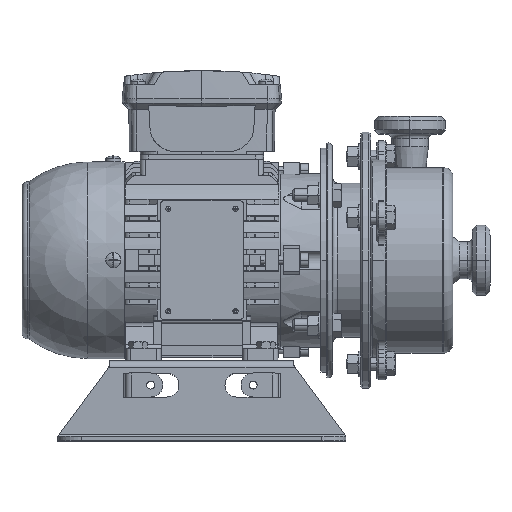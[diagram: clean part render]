
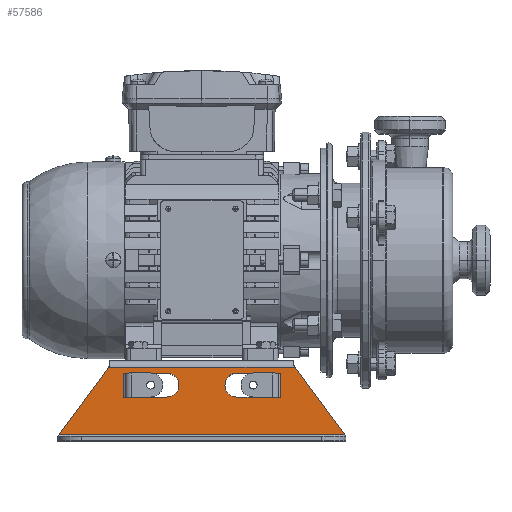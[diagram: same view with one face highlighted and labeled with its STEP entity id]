
A CAD part, top view. The second image highlights one B-rep face of the part: STEP entity #57586.
In plain terms, the highlighted planar face has unit normal (0, 0, 1).
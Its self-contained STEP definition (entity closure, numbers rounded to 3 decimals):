
#242 = CIRCLE ( 'NONE', #39003, 7.5 ) ;
#355 = CARTESIAN_POINT ( 'NONE',  ( 0., 0., 0. ) ) ;
#515 = DIRECTION ( 'NONE',  ( 1., 0., 0. ) ) ;
#1619 = FACE_BOUND ( 'NONE', #51732, .T. ) ;
#1969 = CARTESIAN_POINT ( 'NONE',  ( -45.127, 39.458, 0. ) ) ;
#1998 = CARTESIAN_POINT ( 'NONE',  ( 21.9, 31.958, 0. ) ) ;
#2365 = CIRCLE ( 'NONE', #53172, 7.5 ) ;
#2413 = CIRCLE ( 'NONE', #9993, 7.5 ) ;
#2597 = CARTESIAN_POINT ( 'NONE',  ( -14.4, 31.958, 0. ) ) ;
#3772 = DIRECTION ( 'NONE',  ( 0., 0., 1. ) ) ;
#3894 = CARTESIAN_POINT ( 'NONE',  ( -49., 39.458, 0. ) ) ;
#4295 = LINE ( 'NONE', #35687, #26840 ) ;
#5450 = EDGE_CURVE ( 'NONE', #6650, #55459, #30258, .T. ) ;
#5668 = VERTEX_POINT ( 'NONE', #10923 ) ;
#6323 = EDGE_CURVE ( 'NONE', #43957, #5668, #35804, .T. ) ;
#6515 = CARTESIAN_POINT ( 'NONE',  ( -57.5, 43., 0. ) ) ;
#6529 = DIRECTION ( 'NONE',  ( 1., 0., 0. ) ) ;
#6650 = VERTEX_POINT ( 'NONE', #52664 ) ;
#7065 = DIRECTION ( 'NONE',  ( 1., 0., 0. ) ) ;
#7116 = LINE ( 'NONE', #24972, #41708 ) ;
#7748 = VERTEX_POINT ( 'NONE', #47403 ) ;
#7780 = ORIENTED_EDGE ( 'NONE', *, *, #25932, .F. ) ;
#8247 = LINE ( 'NONE', #6515, #42856 ) ;
#8441 = DIRECTION ( 'NONE',  ( 0., 1., 0. ) ) ;
#8951 = LINE ( 'NONE', #21148, #43584 ) ;
#9019 = EDGE_CURVE ( 'NONE', #7748, #45641, #242, .T. ) ;
#9165 = CARTESIAN_POINT ( 'NONE',  ( -21.9, 24.458, 0. ) ) ;
#9283 = CARTESIAN_POINT ( 'NONE',  ( -57.5, 44., 0. ) ) ;
#9421 = DIRECTION ( 'NONE',  ( -1., 0., 0. ) ) ;
#9438 = VECTOR ( 'NONE', #15565, 1000. ) ;
#9732 = ORIENTED_EDGE ( 'NONE', *, *, #15363, .T. ) ;
#9834 = VERTEX_POINT ( 'NONE', #1969 ) ;
#9993 = AXIS2_PLACEMENT_3D ( 'NONE', #1998, #33533, #6529 ) ;
#10737 = CARTESIAN_POINT ( 'NONE',  ( 45.127, 24.458, 0. ) ) ;
#10767 = VERTEX_POINT ( 'NONE', #36970 ) ;
#10890 = VERTEX_POINT ( 'NONE', #29034 ) ;
#10923 = CARTESIAN_POINT ( 'NONE',  ( 49., 24.458, 0. ) ) ;
#11483 = CARTESIAN_POINT ( 'NONE',  ( -48., 39.458, 0. ) ) ;
#11511 = CARTESIAN_POINT ( 'NONE',  ( 48., 39.458, 0. ) ) ;
#11569 = VERTEX_POINT ( 'NONE', #22661 ) ;
#11852 = ORIENTED_EDGE ( 'NONE', *, *, #9019, .F. ) ;
#12946 = EDGE_CURVE ( 'NONE', #43957, #11569, #8951, .T. ) ;
#13191 = DIRECTION ( 'NONE',  ( -1., 0., 0. ) ) ;
#13600 = FACE_BOUND ( 'NONE', #38384, .T. ) ;
#15363 = EDGE_CURVE ( 'NONE', #49135, #41925, #8247, .T. ) ;
#15565 = DIRECTION ( 'NONE',  ( -0.594, 0.804, 0. ) ) ;
#16183 = ORIENTED_EDGE ( 'NONE', *, *, #47409, .F. ) ;
#16656 = VERTEX_POINT ( 'NONE', #30448 ) ;
#17108 = EDGE_LOOP ( 'NONE', ( #58444, #9732, #22109, #21057 ) ) ;
#17529 = ORIENTED_EDGE ( 'NONE', *, *, #6323, .T. ) ;
#18230 = DIRECTION ( 'NONE',  ( 0., 0., 1. ) ) ;
#18283 = PLANE ( 'NONE',  #37300 ) ;
#18730 = CARTESIAN_POINT ( 'NONE',  ( -45.127, 24.458, 0. ) ) ;
#20649 = ORIENTED_EDGE ( 'NONE', *, *, #35269, .T. ) ;
#20951 = VECTOR ( 'NONE', #33761, 1000. ) ;
#21057 = ORIENTED_EDGE ( 'NONE', *, *, #54951, .T. ) ;
#21148 = CARTESIAN_POINT ( 'NONE',  ( 48., 39.458, 0. ) ) ;
#22109 = ORIENTED_EDGE ( 'NONE', *, *, #32107, .T. ) ;
#22560 = VERTEX_POINT ( 'NONE', #25441 ) ;
#22661 = CARTESIAN_POINT ( 'NONE',  ( 45.127, 39.458, 0. ) ) ;
#22879 = CARTESIAN_POINT ( 'NONE',  ( 49., 0., 0. ) ) ;
#23001 = LINE ( 'NONE', #11511, #33555 ) ;
#23368 = DIRECTION ( 'NONE',  ( 1., 0., 0. ) ) ;
#23593 = VECTOR ( 'NONE', #56583, 1000. ) ;
#24550 = EDGE_CURVE ( 'NONE', #22560, #57044, #28618, .T. ) ;
#24972 = CARTESIAN_POINT ( 'NONE',  ( 90., 1., 0. ) ) ;
#25213 = VECTOR ( 'NONE', #49926, 1000. ) ;
#25248 = ORIENTED_EDGE ( 'NONE', *, *, #24550, .F. ) ;
#25441 = CARTESIAN_POINT ( 'NONE',  ( -49., 24.458, 0. ) ) ;
#25932 = EDGE_CURVE ( 'NONE', #10890, #6650, #2413, .T. ) ;
#26840 = VECTOR ( 'NONE', #13191, 1000. ) ;
#26955 = DIRECTION ( 'NONE',  ( 1., 0., 0. ) ) ;
#27216 = VECTOR ( 'NONE', #26955, 1000. ) ;
#28618 = LINE ( 'NONE', #9165, #27216 ) ;
#28753 = EDGE_CURVE ( 'NONE', #57044, #7748, #35583, .T. ) ;
#28797 = ORIENTED_EDGE ( 'NONE', *, *, #5450, .F. ) ;
#29034 = CARTESIAN_POINT ( 'NONE',  ( 21.9, 39.458, 0. ) ) ;
#29872 = ORIENTED_EDGE ( 'NONE', *, *, #51458, .F. ) ;
#30258 = LINE ( 'NONE', #54546, #42918 ) ;
#30448 = CARTESIAN_POINT ( 'NONE',  ( -49., 39.458, 0. ) ) ;
#30735 = VECTOR ( 'NONE', #8441, 1000. ) ;
#30779 = CARTESIAN_POINT ( 'NONE',  ( -21.9, 31.958, 0. ) ) ;
#31727 = CARTESIAN_POINT ( 'NONE',  ( 58.239, 43., 0. ) ) ;
#32107 = EDGE_CURVE ( 'NONE', #41925, #36076, #34526, .T. ) ;
#33518 = DIRECTION ( 'NONE',  ( -1., 0., 0. ) ) ;
#33533 = DIRECTION ( 'NONE',  ( 0., 0., 1. ) ) ;
#33555 = VECTOR ( 'NONE', #33995, 1000. ) ;
#33761 = DIRECTION ( 'NONE',  ( -1., 0., 0. ) ) ;
#33995 = DIRECTION ( 'NONE',  ( -1., 0., 0. ) ) ;
#34282 = ORIENTED_EDGE ( 'NONE', *, *, #28753, .F. ) ;
#34307 = VECTOR ( 'NONE', #23368, 1000. ) ;
#34526 = LINE ( 'NONE', #9283, #55679 ) ;
#34844 = LINE ( 'NONE', #38063, #9438 ) ;
#35269 = EDGE_CURVE ( 'NONE', #22560, #16656, #42778, .T. ) ;
#35326 = DIRECTION ( 'NONE',  ( -1., 0., 0. ) ) ;
#35583 = LINE ( 'NONE', #43024, #23593 ) ;
#35687 = CARTESIAN_POINT ( 'NONE',  ( -48., 39.458, 0. ) ) ;
#35804 = LINE ( 'NONE', #22879, #25213 ) ;
#35853 = CARTESIAN_POINT ( 'NONE',  ( -58.239, 43., 0. ) ) ;
#36076 = VERTEX_POINT ( 'NONE', #55075 ) ;
#36439 = DIRECTION ( 'NONE',  ( 0., 0., -1. ) ) ;
#36970 = CARTESIAN_POINT ( 'NONE',  ( 89.261, 1., 0. ) ) ;
#37300 = AXIS2_PLACEMENT_3D ( 'NONE', #355, #36439, #9421 ) ;
#37441 = ORIENTED_EDGE ( 'NONE', *, *, #49051, .F. ) ;
#38063 = CARTESIAN_POINT ( 'NONE',  ( 57.5, 44., 0. ) ) ;
#38384 = EDGE_LOOP ( 'NONE', ( #43739, #17529, #29872, #28797, #7780, #52948 ) ) ;
#39003 = AXIS2_PLACEMENT_3D ( 'NONE', #45298, #18230, #49831 ) ;
#39965 = ORIENTED_EDGE ( 'NONE', *, *, #45426, .F. ) ;
#40520 = CARTESIAN_POINT ( 'NONE',  ( -21.9, 39.458, 0. ) ) ;
#40850 = DIRECTION ( 'NONE',  ( -0.594, -0.804, 0. ) ) ;
#41708 = VECTOR ( 'NONE', #7065, 1000. ) ;
#41925 = VERTEX_POINT ( 'NONE', #35853 ) ;
#42778 = LINE ( 'NONE', #3894, #30735 ) ;
#42856 = VECTOR ( 'NONE', #33518, 1000. ) ;
#42918 = VECTOR ( 'NONE', #515, 1000. ) ;
#43024 = CARTESIAN_POINT ( 'NONE',  ( -21.9, 24.458, 0. ) ) ;
#43468 = VERTEX_POINT ( 'NONE', #40520 ) ;
#43584 = VECTOR ( 'NONE', #52923, 1000. ) ;
#43739 = ORIENTED_EDGE ( 'NONE', *, *, #12946, .F. ) ;
#43957 = VERTEX_POINT ( 'NONE', #48387 ) ;
#45298 = CARTESIAN_POINT ( 'NONE',  ( -21.9, 31.958, 0. ) ) ;
#45426 = EDGE_CURVE ( 'NONE', #43468, #9834, #56914, .T. ) ;
#45641 = VERTEX_POINT ( 'NONE', #2597 ) ;
#45888 = CARTESIAN_POINT ( 'NONE',  ( 21.9, 24.458, 0. ) ) ;
#46344 = LINE ( 'NONE', #45888, #34307 ) ;
#47403 = CARTESIAN_POINT ( 'NONE',  ( -21.9, 24.458, 0. ) ) ;
#47409 = EDGE_CURVE ( 'NONE', #45641, #43468, #2365, .T. ) ;
#48387 = CARTESIAN_POINT ( 'NONE',  ( 49., 39.458, 0. ) ) ;
#49051 = EDGE_CURVE ( 'NONE', #9834, #16656, #4295, .T. ) ;
#49135 = VERTEX_POINT ( 'NONE', #31727 ) ;
#49676 = FACE_OUTER_BOUND ( 'NONE', #17108, .T. ) ;
#49831 = DIRECTION ( 'NONE',  ( -1., 0., 0. ) ) ;
#49926 = DIRECTION ( 'NONE',  ( 0., -1., 0. ) ) ;
#51458 = EDGE_CURVE ( 'NONE', #55459, #5668, #46344, .T. ) ;
#51729 = EDGE_CURVE ( 'NONE', #11569, #10890, #23001, .T. ) ;
#51732 = EDGE_LOOP ( 'NONE', ( #25248, #20649, #37441, #39965, #16183, #11852, #34282 ) ) ;
#52664 = CARTESIAN_POINT ( 'NONE',  ( 21.9, 24.458, 0. ) ) ;
#52923 = DIRECTION ( 'NONE',  ( -1., 0., 0. ) ) ;
#52948 = ORIENTED_EDGE ( 'NONE', *, *, #51729, .F. ) ;
#53172 = AXIS2_PLACEMENT_3D ( 'NONE', #30779, #3772, #35326 ) ;
#54546 = CARTESIAN_POINT ( 'NONE',  ( 21.9, 24.458, 0. ) ) ;
#54951 = EDGE_CURVE ( 'NONE', #36076, #10767, #7116, .T. ) ;
#55075 = CARTESIAN_POINT ( 'NONE',  ( -89.261, 1., 0. ) ) ;
#55459 = VERTEX_POINT ( 'NONE', #10737 ) ;
#55679 = VECTOR ( 'NONE', #40850, 1000. ) ;
#56583 = DIRECTION ( 'NONE',  ( 1., 0., 0. ) ) ;
#56914 = LINE ( 'NONE', #11483, #20951 ) ;
#57044 = VERTEX_POINT ( 'NONE', #18730 ) ;
#57213 = EDGE_CURVE ( 'NONE', #10767, #49135, #34844, .T. ) ;
#57586 = ADVANCED_FACE ( 'NONE', ( #13600, #1619, #49676 ), #18283, .F. ) ;
#58444 = ORIENTED_EDGE ( 'NONE', *, *, #57213, .T. ) ;
